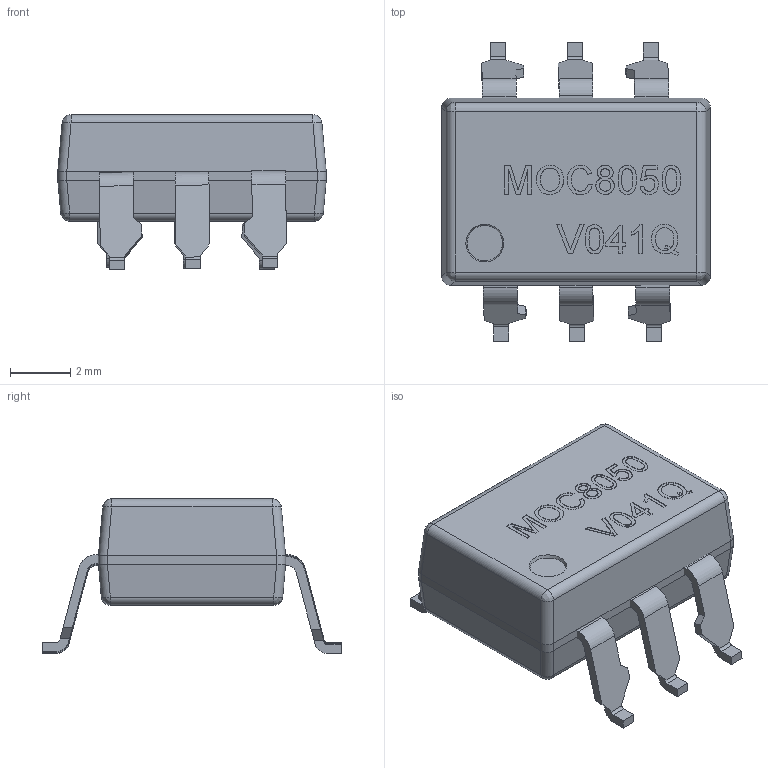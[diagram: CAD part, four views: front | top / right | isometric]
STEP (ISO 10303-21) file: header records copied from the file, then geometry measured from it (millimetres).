
FILE_DESCRIPTION (( 'STEP AP214' ), '1' );
FILE_NAME ('User Library-MOC8050SR2M.STEP', '2013-05-22T15:28:44', ( 'Windows User' ), ( '' ), 'SwSTEP 2.0', 'SolidWorks 2013', '' );
FILE_SCHEMA (( 'AUTOMOTIVE_DESIGN' ));
Length unit declared in the file: millimetre
Products named in the file (5): User Library-MOC8050SR2M_dipso6body_1; User Library-MOC8050SR2M_dipso6lead_1; User Library-MOC8050SR2M_dipso6leadbumpl_1; User Library-MOC8050SR2M_dipso6leadbumpr_1; User Library-MOC8050SR2M
Assembly tree (7 placements, depth 2):
  User Library-MOC8050SR2M
    User Library-MOC8050SR2M_dipso6leadbumpr_1  x2
    User Library-MOC8050SR2M_dipso6leadbumpl_1  x2
    User Library-MOC8050SR2M_dipso6lead_1  x2
    User Library-MOC8050SR2M_dipso6body_1
Bounding box: 8.89 x 9.9 x 5.12 mm (x, y, z)
Volume: 199.4 mm3; surface area: 317.1 mm2
Topology: 7 solids, 7 shells, 322 faces, 837 edges, 550 vertices
Faces by surface type: plane 177, bspline 99, cylinder 44, cone 2
Entity records: 19679 total; most frequent: CARTESIAN_POINT 10794, ORIENTED_EDGE 1362, DIRECTION 877, EDGE_CURVE 681, VERTEX_POINT 446, VECTOR 423, LINE 423, EDGE_LOOP 285
